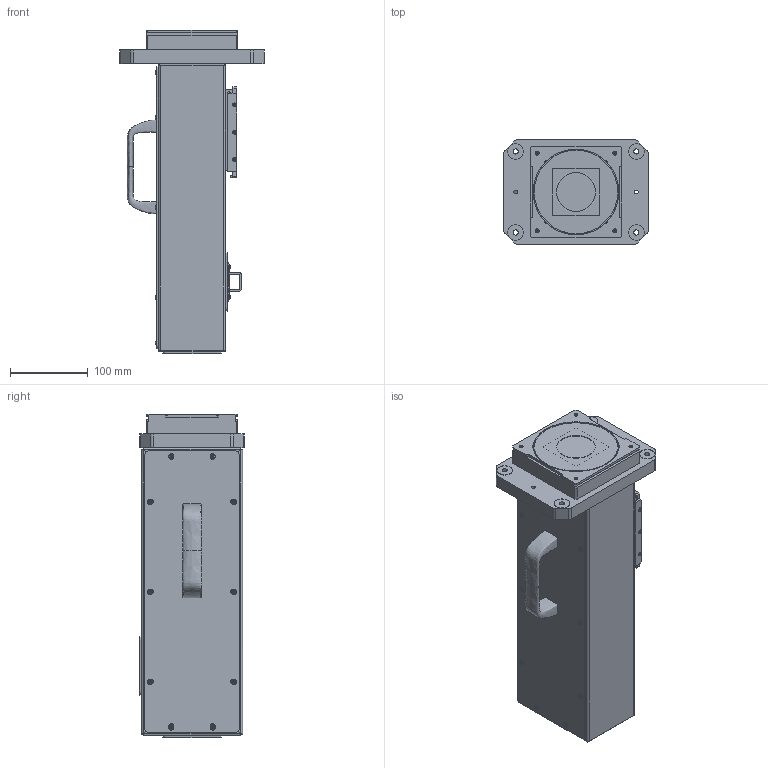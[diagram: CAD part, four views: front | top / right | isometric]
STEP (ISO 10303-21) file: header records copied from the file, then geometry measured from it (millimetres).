
FILE_DESCRIPTION (( 'STEP AP214' ), '1' );
FILE_NAME ('Q5179-0050_ICD_Shipping_Cap_Stored.STEP', '2021-11-30T06:57:05', ( '' ), ( '' ), 'SwSTEP 2.0', 'SolidWorks 2019', '' );
FILE_SCHEMA (( 'AUTOMOTIVE_DESIGN' ));
Length unit declared in the file: millimetre
Products named in the file (1): Q5179-0050_ICD_Shipping_Cap_Stored
Bounding box: 185 x 134.02 x 414.55 mm (x, y, z)
Surface area: 417317 mm2 (no closed solid volume)
Topology: 0 solids, 142 shells, 675 faces, 2284 edges, 1755 vertices
Faces by surface type: plane 337, cylinder 245, cone 43, bspline 25, sphere 20, torus 5
Full cylindrical faces by diameter (mm): 0.45 x11, 3 x7, 3.5 x4, 3.84 x1, 4.2 x1, 5 x10, 5.021 x2, 5.2 x1, 5.7 x14, 6.5 x4, 6.6 x4, 7 x14, 11 x5, 12 x3, 20 x4, 50 x1, 109.75 x1
Entity records: 37549 total; most frequent: CARTESIAN_POINT 10909, DIRECTION 3908, ORIENTED_EDGE 3230, EDGE_CURVE 2162, VERTEX_POINT 1735, AXIS2_PLACEMENT_3D 1431, LINE 1046, VECTOR 1046
